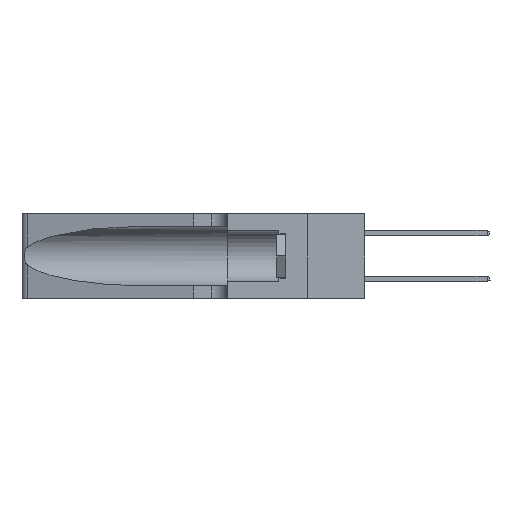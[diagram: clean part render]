
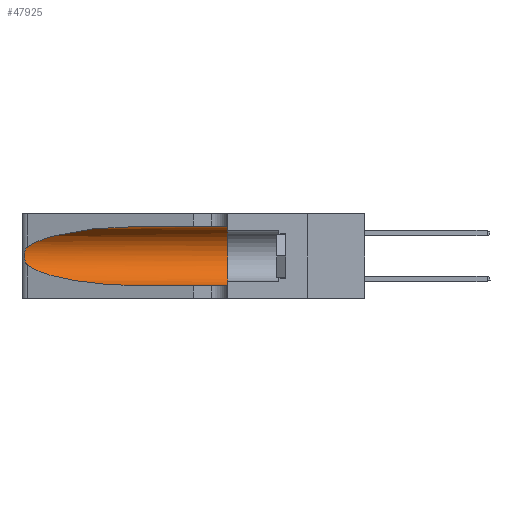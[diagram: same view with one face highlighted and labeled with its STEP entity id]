
A CAD part, left-side view. The second image highlights one B-rep face of the part: STEP entity #47925.
In plain terms, the highlighted cylindrical face has radius 3.308 mm (diameter 6.617 mm), a partial arc.
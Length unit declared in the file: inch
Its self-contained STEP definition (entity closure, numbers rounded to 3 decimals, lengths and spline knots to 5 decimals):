
#71 = CARTESIAN_POINT ( 'NONE',  ( 0.25787, 1.23484, 0.2124 ) ) ;
#868 = VERTEX_POINT ( 'NONE', #7991 ) ;
#1579 = ORIENTED_EDGE ( 'NONE', *, *, #17395, .F. ) ;
#1970 = CARTESIAN_POINT ( 'NONE',  ( 0.18966, 0.96281, 0.31525 ) ) ;
#3230 = CARTESIAN_POINT ( 'NONE',  ( 0.25487, 1.22718, 0.14631 ) ) ;
#3846 = CARTESIAN_POINT ( 'NONE',  ( 0.26018, 1.23835, 0.19895 ) ) ;
#5769 = CARTESIAN_POINT ( 'NONE',  ( 0.2373, 1.15595, 0.28018 ) ) ;
#6450 = ORIENTED_EDGE ( 'NONE', *, *, #24523, .F. ) ;
#6886 = CARTESIAN_POINT ( 'NONE',  ( 0.1305, 0.35, 0.05475 ) ) ;
#7482 = DIRECTION ( 'NONE',  ( 0., 0., -1. ) ) ;
#7644 = CARTESIAN_POINT ( 'NONE',  ( 0.26075, 1.23896, 0.178 ) ) ;
#7991 = CARTESIAN_POINT ( 'NONE',  ( 0.1305, 0.72297, 0.05475 ) ) ;
#9015 = ORIENTED_EDGE ( 'NONE', *, *, #44911, .T. ) ;
#10599 = EDGE_CURVE ( 'NONE', #27092, #35795, #31534, .T. ) ;
#10857 = CARTESIAN_POINT ( 'NONE',  ( 0.1305, 0.72297, 0.05475 ) ) ;
#11501 = CARTESIAN_POINT ( 'NONE',  ( 0.25856, 1.23593, 0.16098 ) ) ;
#12976 = DIRECTION ( 'NONE',  ( 0., 1., 0. ) ) ;
#14711 = VERTEX_POINT ( 'NONE', #6886 ) ;
#15096 = AXIS2_PLACEMENT_3D ( 'NONE', #30187, #18795, #7482 ) ;
#15127 = CARTESIAN_POINT ( 'NONE',  ( 0.25555, 1.22994, 0.2215 ) ) ;
#15302 = CARTESIAN_POINT ( 'NONE',  ( 0.25639, 1.23186, 0.15144 ) ) ;
#15801 = CARTESIAN_POINT ( 'NONE',  ( 0.25487, 1.22718, 0.22369 ) ) ;
#16419 = VECTOR ( 'NONE', #46736, 39.37008 ) ;
#16644 = CARTESIAN_POINT ( 'NONE',  ( 0.1305, 1.61858, 0.31525 ) ) ;
#17395 = EDGE_CURVE ( 'NONE', #46390, #14711, #34805, .T. ) ;
#17838 = AXIS2_PLACEMENT_3D ( 'NONE', #35611, #12976, #39391 ) ;
#18597 = DIRECTION ( 'NONE',  ( 0., -1., 0. ) ) ;
#18642 = ORIENTED_EDGE ( 'NONE', *, *, #33804, .T. ) ;
#18795 = DIRECTION ( 'NONE',  ( 0., -1., 0. ) ) ;
#18962 = CARTESIAN_POINT ( 'NONE',  ( 0.25487, 1.22718, 0.22369 ) ) ;
#19130 = CARTESIAN_POINT ( 'NONE',  ( 0.25487, 1.22718, 0.14631 ) ) ;
#19149 =( BOUNDED_CURVE ( )  B_SPLINE_CURVE ( 3, ( #3230, #25947, #33525, #10857 ),
 .UNSPECIFIED., .F., .F. ) 
 B_SPLINE_CURVE_WITH_KNOTS ( ( 4, 4 ),
 ( 3.44316, 4.71239 ),
 .UNSPECIFIED. ) 
 CURVE ( )  GEOMETRIC_REPRESENTATION_ITEM ( )  RATIONAL_B_SPLINE_CURVE ( ( 1., 0.87, 0.87, 1. ) ) 
 REPRESENTATION_ITEM ( '' )  );
#22770 = CARTESIAN_POINT ( 'NONE',  ( 0.25639, 1.23184, 0.21858 ) ) ;
#23578 = LINE ( 'NONE', #37439, #41251 ) ;
#24523 = EDGE_CURVE ( 'NONE', #27092, #46390, #27649, .T. ) ;
#25947 = CARTESIAN_POINT ( 'NONE',  ( 0.2373, 1.15595, 0.08982 ) ) ;
#26570 = CARTESIAN_POINT ( 'NONE',  ( 0.25854, 1.2359, 0.20912 ) ) ;
#26815 = FACE_OUTER_BOUND ( 'NONE', #47556, .T. ) ;
#27092 = VERTEX_POINT ( 'NONE', #45855 ) ;
#27649 = LINE ( 'NONE', #16644, #16419 ) ;
#27918 = B_SPLINE_CURVE_WITH_KNOTS ( 'NONE', 3,
 ( #18962, #15127, #22770, #71, #26570, #3846, #30340, #7644, #34137, #11501, #37956, #15302, #41688, #19130 ),
 .UNSPECIFIED., .F., .F.,
 ( 4, 2, 2, 2, 2, 2, 4 ),
 ( 0., 0.00027, 0.00053, 0.00107, 0.0016, 0.00187, 0.00214 ),
 .UNSPECIFIED. ) ;
#28574 = ORIENTED_EDGE ( 'NONE', *, *, #42167, .T. ) ;
#30187 = CARTESIAN_POINT ( 'NONE',  ( 0.1305, 1.61858, 0.185 ) ) ;
#30340 = CARTESIAN_POINT ( 'NONE',  ( 0.26075, 1.23896, 0.19203 ) ) ;
#31534 =( BOUNDED_CURVE ( )  B_SPLINE_CURVE ( 3, ( #32250, #1970, #5769, #36061 ),
 .UNSPECIFIED., .F., .T. ) 
 B_SPLINE_CURVE_WITH_KNOTS ( ( 4, 4 ),
 ( 1.5708, 2.84003 ),
 .UNSPECIFIED. ) 
 CURVE ( )  GEOMETRIC_REPRESENTATION_ITEM ( )  RATIONAL_B_SPLINE_CURVE ( ( 1., 0.87, 0.87, 1. ) ) 
 REPRESENTATION_ITEM ( '' )  );
#32250 = CARTESIAN_POINT ( 'NONE',  ( 0.1305, 0.72297, 0.31525 ) ) ;
#33525 = CARTESIAN_POINT ( 'NONE',  ( 0.18966, 0.96281, 0.05475 ) ) ;
#33804 = EDGE_CURVE ( 'NONE', #35795, #46392, #27918, .T. ) ;
#34137 = CARTESIAN_POINT ( 'NONE',  ( 0.26017, 1.23833, 0.17102 ) ) ;
#34479 = CYLINDRICAL_SURFACE ( 'NONE', #15096, 0.13025 ) ;
#34805 = CIRCLE ( 'NONE', #17838, 0.13025 ) ;
#35611 = CARTESIAN_POINT ( 'NONE',  ( 0.1305, 0.35, 0.185 ) ) ;
#35795 = VERTEX_POINT ( 'NONE', #15801 ) ;
#36061 = CARTESIAN_POINT ( 'NONE',  ( 0.25487, 1.22718, 0.22369 ) ) ;
#37439 = CARTESIAN_POINT ( 'NONE',  ( 0.1305, 1.61858, 0.05475 ) ) ;
#37956 = CARTESIAN_POINT ( 'NONE',  ( 0.25789, 1.23486, 0.15765 ) ) ;
#39391 = DIRECTION ( 'NONE',  ( 0., 0., 1. ) ) ;
#40372 = CARTESIAN_POINT ( 'NONE',  ( 0.1305, 0.35, 0.31525 ) ) ;
#41251 = VECTOR ( 'NONE', #18597, 39.37008 ) ;
#41688 = CARTESIAN_POINT ( 'NONE',  ( 0.25555, 1.22993, 0.14849 ) ) ;
#42167 = EDGE_CURVE ( 'NONE', #46392, #868, #19149, .T. ) ;
#44096 = CARTESIAN_POINT ( 'NONE',  ( 0.25487, 1.22718, 0.14631 ) ) ;
#44406 = ORIENTED_EDGE ( 'NONE', *, *, #10599, .T. ) ;
#44911 = EDGE_CURVE ( 'NONE', #868, #14711, #23578, .T. ) ;
#45855 = CARTESIAN_POINT ( 'NONE',  ( 0.1305, 0.72297, 0.31525 ) ) ;
#46390 = VERTEX_POINT ( 'NONE', #40372 ) ;
#46392 = VERTEX_POINT ( 'NONE', #44096 ) ;
#46736 = DIRECTION ( 'NONE',  ( 0., -1., 0. ) ) ;
#47556 = EDGE_LOOP ( 'NONE', ( #44406, #18642, #28574, #9015, #1579, #6450 ) ) ;
#47925 = ADVANCED_FACE ( 'NONE', ( #26815 ), #34479, .F. ) ;
